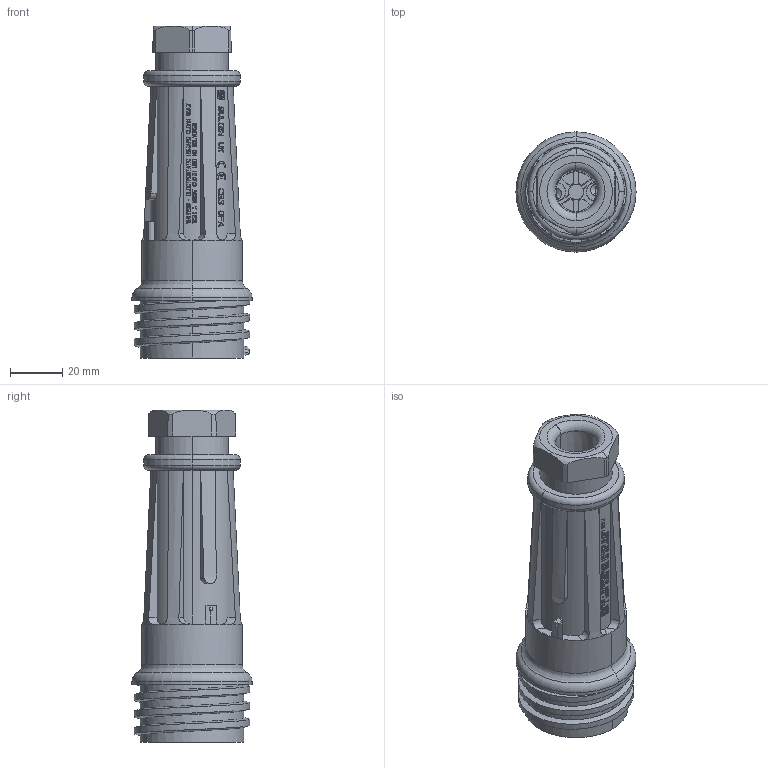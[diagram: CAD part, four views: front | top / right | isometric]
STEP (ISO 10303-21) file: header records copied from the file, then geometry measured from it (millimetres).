
FILE_DESCRIPTION(('STEP AP242'),'1');
FILE_NAME('px0921-02-p.stp','2023-05-17T15:08:01',('TraceParts'),('TraceParts S.A.'),'Spatial InterOp 3D',' ',' ');
FILE_SCHEMA(('AP242_MANAGED_MODEL_BASED_3D_ENGINEERING_MIM_LF {1 0 10303 442 1 1 4}'));
Length unit declared in the file: millimetre
Products named in the file (1): px0921-02-p
Bounding box: 46 x 46 x 127.08 mm (x, y, z)
Volume: 73064.8 mm3; surface area: 43034 mm2
Topology: 1 solids, 2 shells, 3177 faces, 8874 edges, 5886 vertices
Faces by surface type: plane 2871, cylinder 186, cone 67, torus 27, bspline 18, sphere 8
Entity records: 106002 total; most frequent: CARTESIAN_POINT 26974, ORIENTED_EDGE 17732, DIRECTION 14228, EDGE_CURVE 8866, LINE 6430, VECTOR 6430, VERTEX_POINT 5886, AXIS2_PLACEMENT_3D 3899
